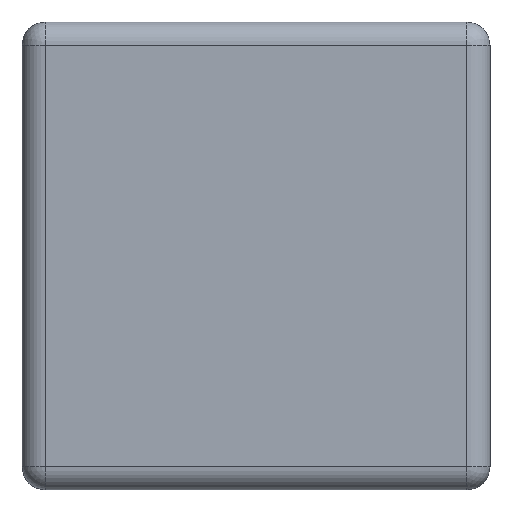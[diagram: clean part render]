
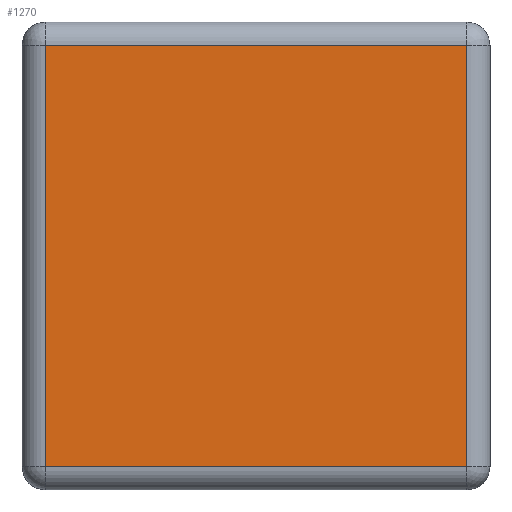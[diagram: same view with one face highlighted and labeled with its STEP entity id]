
A CAD part, left-side view. The second image highlights one B-rep face of the part: STEP entity #1270.
In plain terms, the highlighted planar face has unit normal (-1, 0, 0).
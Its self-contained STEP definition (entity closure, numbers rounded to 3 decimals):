
#177=FACE_OUTER_BOUND('',#257,.T.);
#257=EDGE_LOOP('',(#1154,#1155,#1156,#1157));
#396=LINE('',#2448,#490);
#400=LINE('',#2457,#494);
#404=LINE('',#2466,#498);
#406=LINE('',#2469,#500);
#490=VECTOR('',#1570,10.);
#494=VECTOR('',#1580,10.);
#498=VECTOR('',#1590,10.);
#500=VECTOR('',#1594,10.);
#606=VERTEX_POINT('',#2420);
#611=VERTEX_POINT('',#2430);
#612=VERTEX_POINT('',#2434);
#615=VERTEX_POINT('',#2441);
#782=EDGE_CURVE('',#615,#611,#396,.T.);
#787=EDGE_CURVE('',#612,#615,#400,.T.);
#792=EDGE_CURVE('',#606,#612,#404,.T.);
#794=EDGE_CURVE('',#611,#606,#406,.T.);
#1154=ORIENTED_EDGE('',*,*,#782,.F.);
#1155=ORIENTED_EDGE('',*,*,#787,.F.);
#1156=ORIENTED_EDGE('',*,*,#792,.F.);
#1157=ORIENTED_EDGE('',*,*,#794,.F.);
#1190=PLANE('',#1382);
#1270=ADVANCED_FACE('',(#177),#1190,.F.);
#1382=AXIS2_PLACEMENT_3D('',#2490,#1618,#1619);
#1570=DIRECTION('',(0.,-1.,0.));
#1580=DIRECTION('',(0.,0.,1.));
#1590=DIRECTION('',(0.,1.,0.));
#1594=DIRECTION('',(0.,0.,-1.));
#1618=DIRECTION('center_axis',(1.,0.,0.));
#1619=DIRECTION('ref_axis',(0.,0.,-1.));
#2420=CARTESIAN_POINT('',(0.,0.015,-0.285));
#2430=CARTESIAN_POINT('',(0.,0.015,-0.015));
#2434=CARTESIAN_POINT('',(0.,0.285,-0.285));
#2441=CARTESIAN_POINT('',(0.,0.285,-0.015));
#2448=CARTESIAN_POINT('',(0.,0.225,-0.015));
#2457=CARTESIAN_POINT('',(0.,0.285,-0.225));
#2466=CARTESIAN_POINT('',(0.,0.075,-0.285));
#2469=CARTESIAN_POINT('',(0.,0.015,-0.075));
#2490=CARTESIAN_POINT('Origin',(0.,0.15,-0.15));
